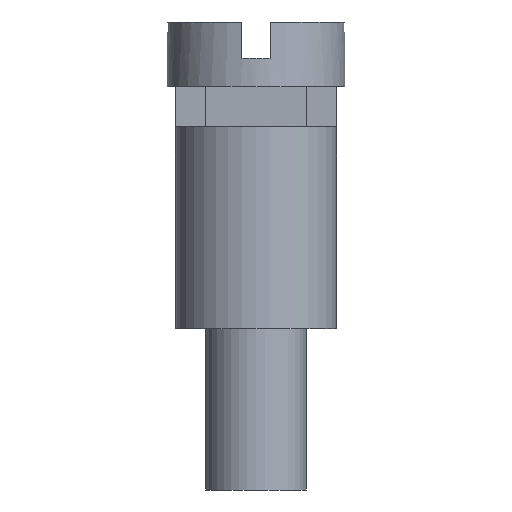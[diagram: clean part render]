
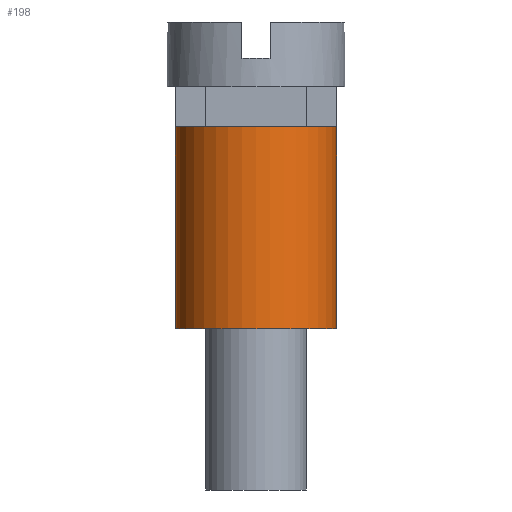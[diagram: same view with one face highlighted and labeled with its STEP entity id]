
A CAD part, left-side view. The second image highlights one B-rep face of the part: STEP entity #198.
In plain terms, the highlighted cylindrical face has radius 2 mm (diameter 4 mm), a full revolution.
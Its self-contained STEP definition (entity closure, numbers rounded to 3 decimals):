
#198=ADVANCED_FACE('',(#304),#277,.T.);
#277=CYLINDRICAL_SURFACE('',#1582,2.);
#304=FACE_OUTER_BOUND('',#381,.T.);
#381=EDGE_LOOP('',(#809,#810,#811,#812));
#484=LINE('',#2180,#631);
#631=VECTOR('',#1757,1.);
#809=ORIENTED_EDGE('',*,*,#1324,.F.);
#810=ORIENTED_EDGE('',*,*,#1325,.T.);
#811=ORIENTED_EDGE('',*,*,#1326,.T.);
#812=ORIENTED_EDGE('',*,*,#1325,.F.);
#1183=VERTEX_POINT('',#2179);
#1184=VERTEX_POINT('',#2181);
#1324=EDGE_CURVE('',#1183,#1183,#1514,.T.);
#1325=EDGE_CURVE('',#1183,#1184,#484,.T.);
#1326=EDGE_CURVE('',#1184,#1184,#1515,.T.);
#1514=CIRCLE('',#1580,2.);
#1515=CIRCLE('',#1581,2.);
#1580=AXIS2_PLACEMENT_3D('',#2178,#1755,#1756);
#1581=AXIS2_PLACEMENT_3D('',#2182,#1758,#1759);
#1582=AXIS2_PLACEMENT_3D('',#2183,#1760,#1761);
#1755=DIRECTION('',(0.,0.,1.));
#1756=DIRECTION('',(1.,0.,0.));
#1757=DIRECTION('',(0.,0.,-1.));
#1758=DIRECTION('',(0.,0.,1.));
#1759=DIRECTION('',(1.,0.,0.));
#1760=DIRECTION('',(0.,0.,-1.));
#1761=DIRECTION('',(1.,0.,0.));
#2178=CARTESIAN_POINT('',(0.,0.,0.));
#2179=CARTESIAN_POINT('',(2.,0.,0.));
#2180=CARTESIAN_POINT('',(2.,0.,-2.5));
#2181=CARTESIAN_POINT('',(2.,0.,-5.));
#2182=CARTESIAN_POINT('',(0.,0.,-5.));
#2183=CARTESIAN_POINT('',(0.,0.,0.));
